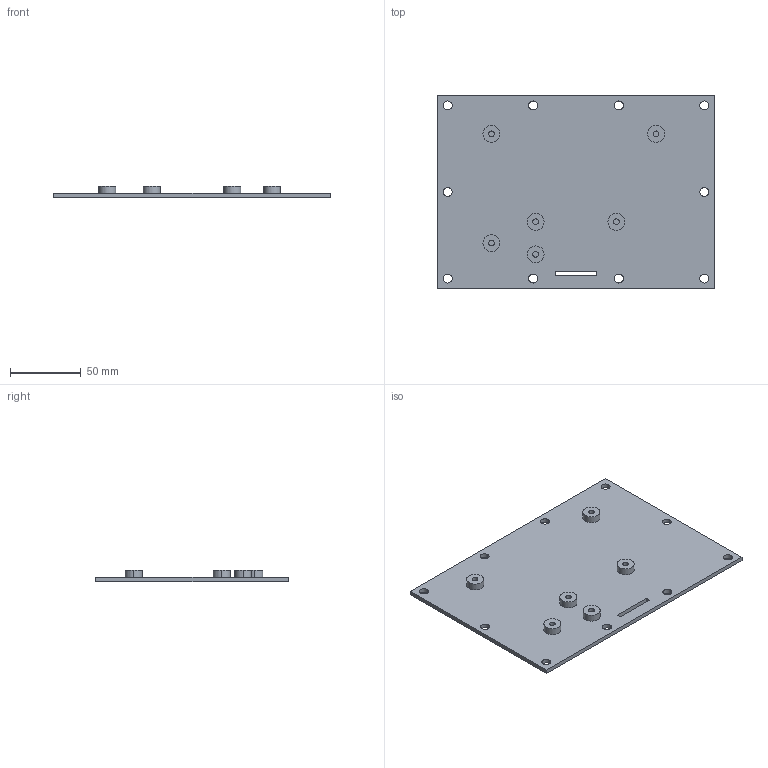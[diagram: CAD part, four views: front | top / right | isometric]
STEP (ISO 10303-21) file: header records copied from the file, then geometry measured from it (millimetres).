
FILE_DESCRIPTION (( 'STEP AP214' ), '1' );
FILE_NAME ('Part2 v3.STEP', '2024-06-27T12:15:39', ( '' ), ( '' ), 'SwSTEP 2.0', 'SolidWorks 2023', '' );
FILE_SCHEMA (( 'AUTOMOTIVE_DESIGN' ));
Length unit declared in the file: millimetre
Products named in the file (1): Part2 v3
Bounding box: 195 x 136 x 8.1 mm (x, y, z)
Volume: 81425.2 mm3; surface area: 56547.2 mm2
Topology: 1 solids, 1 shells, 66 faces, 156 edges, 104 vertices
Faces by surface type: cylinder 44, plane 22
Entity records: 2015 total; most frequent: DIRECTION 378, CARTESIAN_POINT 327, ORIENTED_EDGE 312, EDGE_CURVE 156, AXIS2_PLACEMENT_3D 155, VERTEX_POINT 104, EDGE_LOOP 100, CIRCLE 88
